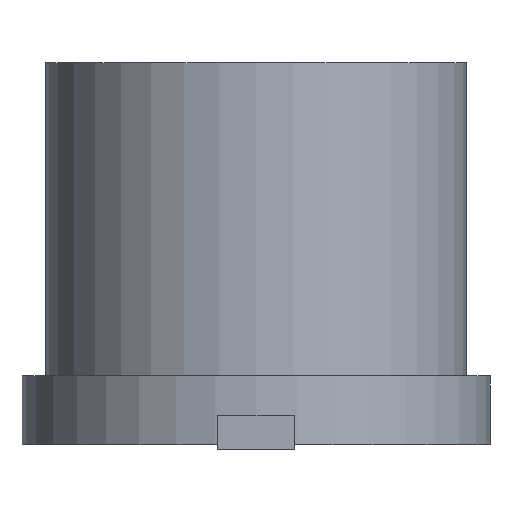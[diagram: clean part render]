
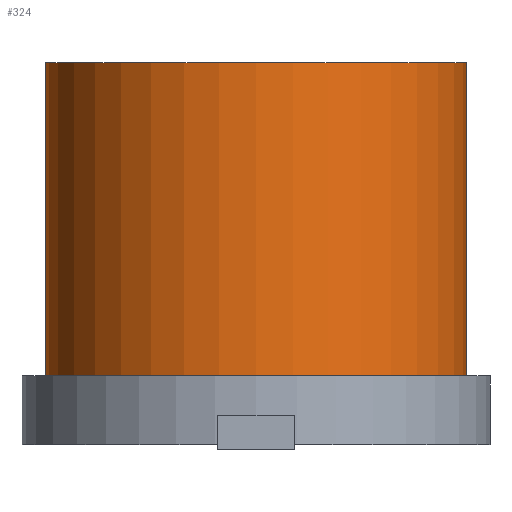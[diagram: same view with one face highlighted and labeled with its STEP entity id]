
A CAD part, left-side view. The second image highlights one B-rep face of the part: STEP entity #324.
In plain terms, the highlighted cylindrical face has radius 2.24 mm (diameter 4.481 mm), a partial arc.
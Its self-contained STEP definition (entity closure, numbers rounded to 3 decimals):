
#227 = VERTEX_POINT('',#228);
#228 = CARTESIAN_POINT('',(-3.302,-2.24,0.782));
#243 = VERTEX_POINT('',#244);
#244 = CARTESIAN_POINT('',(-3.302,-2.24,4.115));
#250 = EDGE_CURVE('',#227,#243,#251,.T.);
#251 = LINE('',#252,#253);
#252 = CARTESIAN_POINT('',(-3.302,-2.24,0.782));
#253 = VECTOR('',#254,1.);
#254 = DIRECTION('',(0.,0.,1.));
#265 = VERTEX_POINT('',#266);
#266 = CARTESIAN_POINT('',(-3.302,2.24,0.782));
#274 = EDGE_CURVE('',#275,#265,#277,.T.);
#275 = VERTEX_POINT('',#276);
#276 = CARTESIAN_POINT('',(-3.302,2.24,4.115));
#277 = LINE('',#278,#279);
#278 = CARTESIAN_POINT('',(-3.302,2.24,4.115));
#279 = VECTOR('',#280,1.);
#280 = DIRECTION('',(0.,0.,-1.));
#324 = ADVANCED_FACE('',(#325),#343,.T.);
#325 = FACE_BOUND('',#326,.T.);
#326 = EDGE_LOOP('',(#327,#328,#335,#336));
#327 = ORIENTED_EDGE('',*,*,#250,.T.);
#328 = ORIENTED_EDGE('',*,*,#329,.F.);
#329 = EDGE_CURVE('',#275,#243,#330,.T.);
#330 = CIRCLE('',#331,2.24);
#331 = AXIS2_PLACEMENT_3D('',#332,#333,#334);
#332 = CARTESIAN_POINT('',(-3.302,0.,4.115));
#333 = DIRECTION('',(0.,0.,1.));
#334 = DIRECTION('',(-1.,0.,0.));
#335 = ORIENTED_EDGE('',*,*,#274,.T.);
#336 = ORIENTED_EDGE('',*,*,#337,.F.);
#337 = EDGE_CURVE('',#227,#265,#338,.T.);
#338 = CIRCLE('',#339,2.24);
#339 = AXIS2_PLACEMENT_3D('',#340,#341,#342);
#340 = CARTESIAN_POINT('',(-3.302,0.,0.782));
#341 = DIRECTION('',(0.,0.,-1.));
#342 = DIRECTION('',(1.,0.,0.));
#343 = CYLINDRICAL_SURFACE('',#344,2.24);
#344 = AXIS2_PLACEMENT_3D('',#345,#346,#347);
#345 = CARTESIAN_POINT('',(-3.302,0.,0.782));
#346 = DIRECTION('',(0.,0.,1.));
#347 = DIRECTION('',(1.,0.,-0.));
